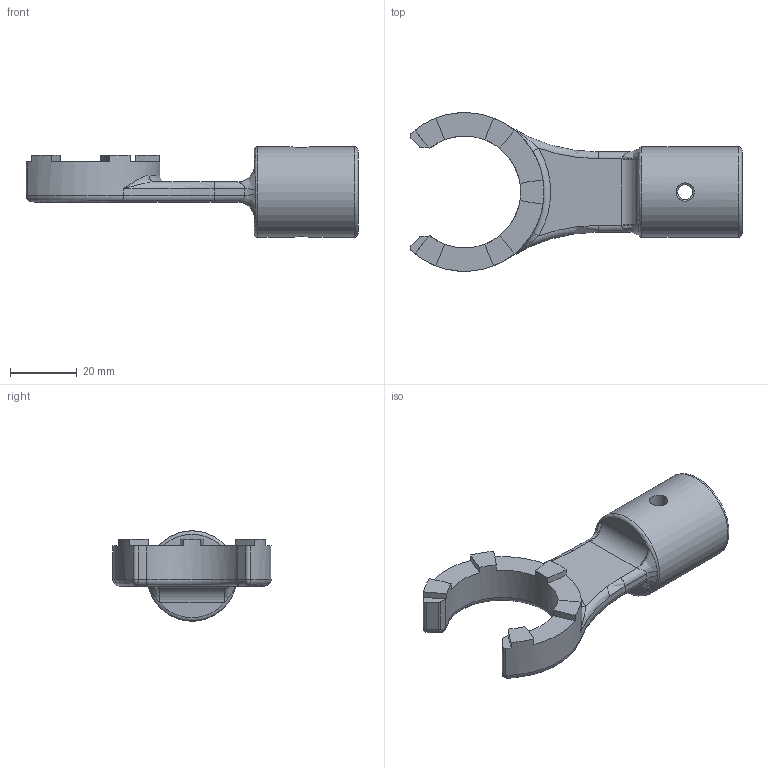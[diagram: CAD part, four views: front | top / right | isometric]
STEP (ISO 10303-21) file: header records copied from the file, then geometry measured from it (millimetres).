
FILE_DESCRIPTION( ( 'Unknown' ), '1' );
FILE_NAME( '715740000-F.stp', 'Unknown', ( 'Unknown' ), ( 'Unknown' ), 'PSStep 15.0.49', 'Unknown', ' ' );
FILE_SCHEMA( ( 'AUTOMOTIVE_DESIGN { 1 0 10303 214 1 1 1 1 }' ) );
Length unit declared in the file: millimetre
Products named in the file (1): 1
Bounding box: 99.36 x 47.37 x 27 mm (x, y, z)
Volume: 25151.9 mm3; surface area: 10307.8 mm2
Topology: 1 solids, 1 shells, 88 faces, 225 edges, 135 vertices
Faces by surface type: cylinder 33, plane 24, bspline 18, torus 11, cone 2
Full cylindrical faces by diameter (mm): 4.5 x1, 5.5 x2, 16 x1, 27 x1
Entity records: 6456 total; most frequent: CARTESIAN_POINT 3764, DIRECTION 414, ORIENTED_EDGE 412, EDGE_CURVE 206, AXIS2_PLACEMENT_3D 179, VERTEX_POINT 131, CIRCLE 104, EDGE_LOOP 102
